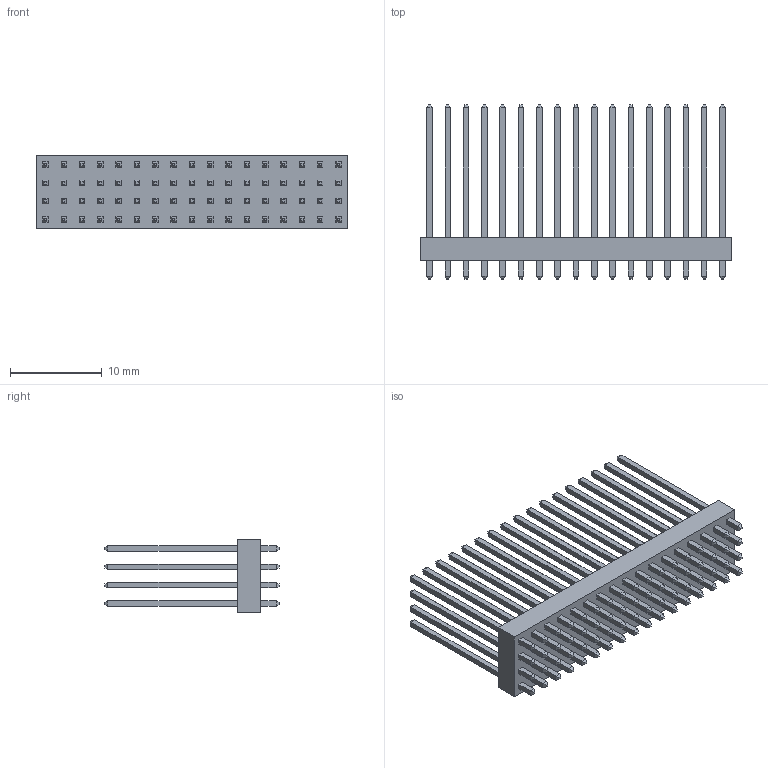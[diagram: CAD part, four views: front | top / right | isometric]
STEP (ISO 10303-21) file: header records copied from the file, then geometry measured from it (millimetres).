
FILE_DESCRIPTION (( 'STEP AP214' ), '1' );
FILE_NAME ( 'SAMTEC_MTMM-117-14-F-Q-550.step', '2019-12-04T16:52:28', ( '' ), ( '' ), 'Part was generated with the free Library Expert Lite available at www.PCBLibraries.com. Removing line will violate the End User License Agreement.', '©2017 PCB Libraries, Inc.', '' );
FILE_SCHEMA (( 'AUTOMOTIVE_DESIGN' ));
Length unit declared in the file: millimetre
Products named in the file (1): SAMTEC_MTMM-117-14-F-Q-550
Bounding box: 34 x 19 x 8 mm (x, y, z)
Volume: 1087 mm3; surface area: 3483.8 mm2
Topology: 137 solids, 137 shells, 1366 faces, 2732 edges, 1640 vertices
Faces by surface type: plane 1366
Entity records: 38164 total; most frequent: CARTESIAN_POINT 5739, DIRECTION 5466, ORIENTED_EDGE 5464, VECTOR 2732, LINE 2732, EDGE_CURVE 2732, VERTEX_POINT 1640, STYLED_ITEM 1504
